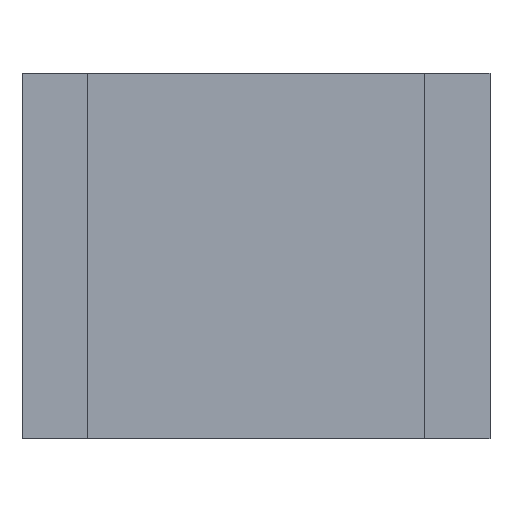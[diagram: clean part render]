
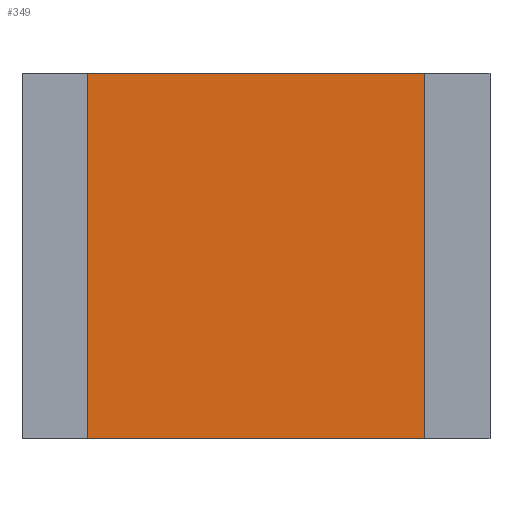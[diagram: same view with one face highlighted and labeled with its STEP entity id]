
A CAD part, front view. The second image highlights one B-rep face of the part: STEP entity #349.
In plain terms, the highlighted planar face has unit normal (0, -1, 0).
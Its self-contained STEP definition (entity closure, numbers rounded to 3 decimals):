
#8 = CARTESIAN_POINT ( 'NONE',  ( 1.565, 0.035, -1.25 ) ) ;
#31 = CARTESIAN_POINT ( 'NONE',  ( -1.565, 0.035, 1.25 ) ) ;
#53 = VERTEX_POINT ( 'NONE', #974 ) ;
#163 = CARTESIAN_POINT ( 'NONE',  ( 1.565, 0.035, 1.25 ) ) ;
#196 = EDGE_CURVE ( 'NONE', #53, #454, #951, .T. ) ;
#266 = ORIENTED_EDGE ( 'NONE', *, *, #196, .T. ) ;
#297 = FACE_OUTER_BOUND ( 'NONE', #1012, .T. ) ;
#301 = ORIENTED_EDGE ( 'NONE', *, *, #367, .T. ) ;
#304 = EDGE_CURVE ( 'NONE', #53, #493, #806, .T. ) ;
#312 = VECTOR ( 'NONE', #355, 1000. ) ;
#337 = DIRECTION ( 'NONE',  ( 0., 0., 1. ) ) ;
#349 = ADVANCED_FACE ( 'NONE', ( #297 ), #417, .T. ) ;
#355 = DIRECTION ( 'NONE',  ( 0., 0., 1. ) ) ;
#367 = EDGE_CURVE ( 'NONE', #454, #436, #688, .T. ) ;
#414 = DIRECTION ( 'NONE',  ( 0., -1., 0. ) ) ;
#417 = PLANE ( 'NONE',  #573 ) ;
#436 = VERTEX_POINT ( 'NONE', #163 ) ;
#452 = VECTOR ( 'NONE', #903, 1000. ) ;
#454 = VERTEX_POINT ( 'NONE', #8 ) ;
#493 = VERTEX_POINT ( 'NONE', #956 ) ;
#508 = VECTOR ( 'NONE', #337, 1000. ) ;
#509 = DIRECTION ( 'NONE',  ( 1., 0., 0. ) ) ;
#538 = DIRECTION ( 'NONE',  ( 1., 0., 0. ) ) ;
#565 = VECTOR ( 'NONE', #509, 1000. ) ;
#573 = AXIS2_PLACEMENT_3D ( 'NONE', #756, #414, #538 ) ;
#583 = EDGE_CURVE ( 'NONE', #493, #436, #764, .T. ) ;
#601 = ORIENTED_EDGE ( 'NONE', *, *, #304, .F. ) ;
#651 = CARTESIAN_POINT ( 'NONE',  ( -1.565, 0.035, -4.443 ) ) ;
#688 = LINE ( 'NONE', #910, #508 ) ;
#699 = ORIENTED_EDGE ( 'NONE', *, *, #583, .F. ) ;
#718 = CARTESIAN_POINT ( 'NONE',  ( -1.565, 0.035, -1.25 ) ) ;
#756 = CARTESIAN_POINT ( 'NONE',  ( -1.565, 0.035, -4.443 ) ) ;
#764 = LINE ( 'NONE', #31, #565 ) ;
#806 = LINE ( 'NONE', #651, #312 ) ;
#903 = DIRECTION ( 'NONE',  ( 1., 0., 0. ) ) ;
#910 = CARTESIAN_POINT ( 'NONE',  ( 1.565, 0.035, -4.443 ) ) ;
#951 = LINE ( 'NONE', #718, #452 ) ;
#956 = CARTESIAN_POINT ( 'NONE',  ( -1.565, 0.035, 1.25 ) ) ;
#974 = CARTESIAN_POINT ( 'NONE',  ( -1.565, 0.035, -1.25 ) ) ;
#1012 = EDGE_LOOP ( 'NONE', ( #601, #266, #301, #699 ) ) ;
